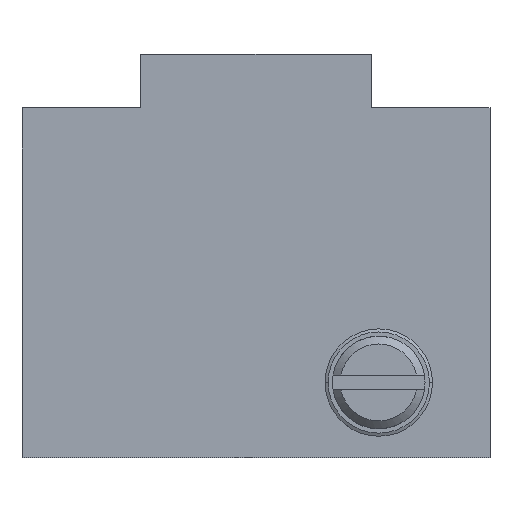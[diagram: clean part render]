
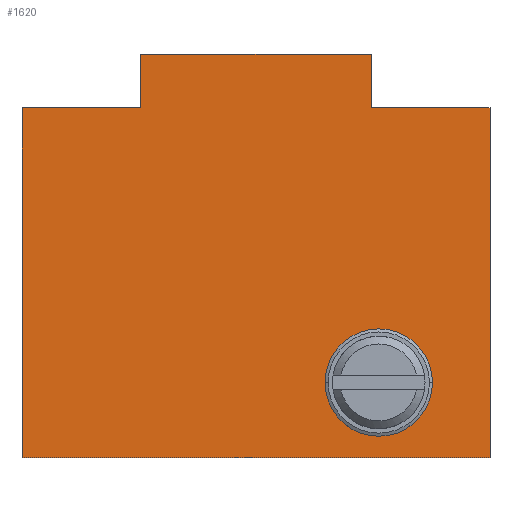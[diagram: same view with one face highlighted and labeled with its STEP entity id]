
A CAD part, top view. The second image highlights one B-rep face of the part: STEP entity #1620.
In plain terms, the highlighted planar face has unit normal (0, 0, 1).
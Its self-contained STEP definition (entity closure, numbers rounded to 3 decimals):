
#75=DIRECTION('',(0.,1.,0.));
#76=VECTOR('',#75,22.8);
#77=CARTESIAN_POINT('',(15.25,0.,2.));
#78=LINE('',#77,#76);
#79=DIRECTION('',(1.,0.,0.));
#80=VECTOR('',#79,30.5);
#81=CARTESIAN_POINT('',(-15.25,0.,2.));
#82=LINE('',#81,#80);
#83=DIRECTION('',(0.,-1.,0.));
#84=VECTOR('',#83,22.8);
#85=CARTESIAN_POINT('',(-15.25,22.8,2.));
#86=LINE('',#85,#84);
#87=DIRECTION('',(-1.,0.,0.));
#88=VECTOR('',#87,7.75);
#89=CARTESIAN_POINT('',(-7.5,22.8,2.));
#90=LINE('',#89,#88);
#91=DIRECTION('',(0.,-1.,0.));
#92=VECTOR('',#91,3.5);
#93=CARTESIAN_POINT('',(-7.5,26.3,2.));
#94=LINE('',#93,#92);
#95=DIRECTION('',(-1.,0.,0.));
#96=VECTOR('',#95,15.);
#97=CARTESIAN_POINT('',(7.5,26.3,2.));
#98=LINE('',#97,#96);
#99=DIRECTION('',(0.,1.,0.));
#100=VECTOR('',#99,3.5);
#101=CARTESIAN_POINT('',(7.5,22.8,2.));
#102=LINE('',#101,#100);
#103=DIRECTION('',(-1.,0.,0.));
#104=VECTOR('',#103,7.75);
#105=CARTESIAN_POINT('',(15.25,22.8,2.));
#106=LINE('',#105,#104);
#107=CARTESIAN_POINT('',(8.,4.9,2.));
#108=DIRECTION('',(0.,0.,1.));
#109=DIRECTION('',(1.,0.,0.));
#110=AXIS2_PLACEMENT_3D('',#107,#108,#109);
#112=CARTESIAN_POINT('',(8.,4.9,2.));
#113=DIRECTION('',(0.,0.,1.));
#114=DIRECTION('',(-1.,0.,0.));
#115=AXIS2_PLACEMENT_3D('',#112,#113,#114);
#1217=CARTESIAN_POINT('',(15.25,0.,2.));
#1218=CARTESIAN_POINT('',(15.25,22.8,2.));
#1219=VERTEX_POINT('',#1217);
#1220=VERTEX_POINT('',#1218);
#1221=CARTESIAN_POINT('',(7.5,22.8,2.));
#1222=VERTEX_POINT('',#1221);
#1223=CARTESIAN_POINT('',(7.5,26.3,2.));
#1224=VERTEX_POINT('',#1223);
#1225=CARTESIAN_POINT('',(-7.5,26.3,2.));
#1226=VERTEX_POINT('',#1225);
#1227=CARTESIAN_POINT('',(-7.5,22.8,2.));
#1228=VERTEX_POINT('',#1227);
#1229=CARTESIAN_POINT('',(-15.25,22.8,2.));
#1230=VERTEX_POINT('',#1229);
#1231=CARTESIAN_POINT('',(-15.25,0.,2.));
#1232=VERTEX_POINT('',#1231);
#1245=CARTESIAN_POINT('',(11.5,4.9,2.));
#1246=CARTESIAN_POINT('',(4.5,4.9,2.));
#1247=VERTEX_POINT('',#1245);
#1248=VERTEX_POINT('',#1246);
#1599=CARTESIAN_POINT('',(0.,0.,2.));
#1600=DIRECTION('',(0.,0.,1.));
#1601=DIRECTION('',(1.,0.,0.));
#1602=AXIS2_PLACEMENT_3D('',#1599,#1600,#1601);
#1603=PLANE('',#1602);
#1604=ORIENTED_EDGE('',*,*,#1495,.F.);
#1605=ORIENTED_EDGE('',*,*,#1510,.F.);
#1606=ORIENTED_EDGE('',*,*,#1524,.F.);
#1607=ORIENTED_EDGE('',*,*,#1538,.F.);
#1608=ORIENTED_EDGE('',*,*,#1552,.F.);
#1609=ORIENTED_EDGE('',*,*,#1566,.F.);
#1610=ORIENTED_EDGE('',*,*,#1580,.F.);
#1611=ORIENTED_EDGE('',*,*,#1593,.F.);
#1612=EDGE_LOOP('',(#1604,#1605,#1606,#1607,#1608,#1609,#1610,#1611));
#1613=FACE_OUTER_BOUND('',#1612,.F.);
#1615=ORIENTED_EDGE('',*,*,#1614,.T.);
#1617=ORIENTED_EDGE('',*,*,#1616,.T.);
#1618=EDGE_LOOP('',(#1615,#1617));
#1619=FACE_BOUND('',#1618,.F.);
#1620=ADVANCED_FACE('',(#1613,#1619),#1603,.T.);
#111=CIRCLE('',#110,3.5);
#116=CIRCLE('',#115,3.5);
#1495=EDGE_CURVE('',#1219,#1220,#78,.T.);
#1510=EDGE_CURVE('',#1232,#1219,#82,.T.);
#1524=EDGE_CURVE('',#1230,#1232,#86,.T.);
#1538=EDGE_CURVE('',#1228,#1230,#90,.T.);
#1552=EDGE_CURVE('',#1226,#1228,#94,.T.);
#1566=EDGE_CURVE('',#1224,#1226,#98,.T.);
#1580=EDGE_CURVE('',#1222,#1224,#102,.T.);
#1593=EDGE_CURVE('',#1220,#1222,#106,.T.);
#1614=EDGE_CURVE('',#1247,#1248,#111,.T.);
#1616=EDGE_CURVE('',#1248,#1247,#116,.T.);
